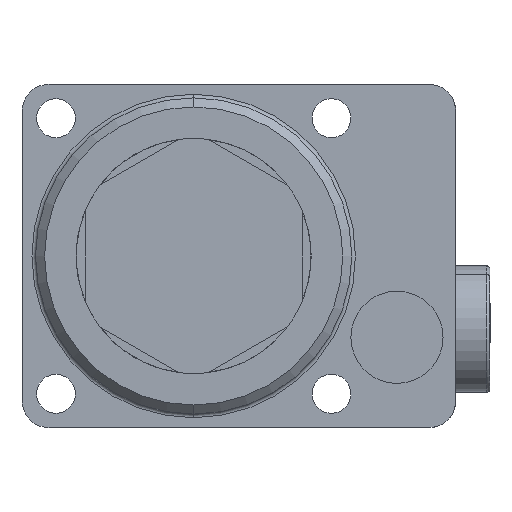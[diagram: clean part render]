
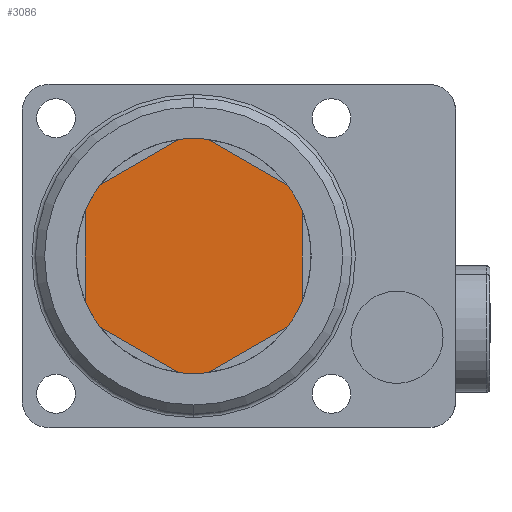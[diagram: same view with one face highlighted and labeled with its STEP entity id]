
A CAD part, front view. The second image highlights one B-rep face of the part: STEP entity #3086.
In plain terms, the highlighted planar face has unit normal (0, -1, 0).
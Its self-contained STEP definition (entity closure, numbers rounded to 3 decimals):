
#485 = VERTEX_POINT ( 'NONE', #4310 ) ;
#541 = VERTEX_POINT ( 'NONE', #4280 ) ;
#559 = ORIENTED_EDGE ( 'NONE', *, *, #4096, .T. ) ;
#571 = ORIENTED_EDGE ( 'NONE', *, *, #4082, .T. ) ;
#585 = VERTEX_POINT ( 'NONE', #4341 ) ;
#603 = ORIENTED_EDGE ( 'NONE', *, *, #4021, .T. ) ;
#607 = ORIENTED_EDGE ( 'NONE', *, *, #4086, .T. ) ;
#621 = ORIENTED_EDGE ( 'NONE', *, *, #4093, .T. ) ;
#634 = VERTEX_POINT ( 'NONE', #4267 ) ;
#650 = ORIENTED_EDGE ( 'NONE', *, *, #4027, .T. ) ;
#674 = VERTEX_POINT ( 'NONE', #2128 ) ;
#678 = VERTEX_POINT ( 'NONE', #2108 ) ;
#732 = ORIENTED_EDGE ( 'NONE', *, *, #4078, .T. ) ;
#733 = ORIENTED_EDGE ( 'NONE', *, *, #4017, .T. ) ;
#739 = VERTEX_POINT ( 'NONE', #2037 ) ;
#748 = ORIENTED_EDGE ( 'NONE', *, *, #4092, .T. ) ;
#753 = VERTEX_POINT ( 'NONE', #1989 ) ;
#780 = EDGE_LOOP ( 'NONE', ( #571, #748, #732, #733, #621, #942, #915, #650, #1110, #603, #1166, #559, #607, #974 ) ) ;
#784 = VERTEX_POINT ( 'NONE', #1909 ) ;
#850 = VERTEX_POINT ( 'NONE', #1873 ) ;
#895 = VERTEX_POINT ( 'NONE', #1853 ) ;
#915 = ORIENTED_EDGE ( 'NONE', *, *, #4094, .T. ) ;
#942 = ORIENTED_EDGE ( 'NONE', *, *, #4033, .T. ) ;
#974 = ORIENTED_EDGE ( 'NONE', *, *, #4097, .T. ) ;
#1057 = VERTEX_POINT ( 'NONE', #1678 ) ;
#1110 = ORIENTED_EDGE ( 'NONE', *, *, #4095, .T. ) ;
#1145 = VERTEX_POINT ( 'NONE', #1581 ) ;
#1158 = VERTEX_POINT ( 'NONE', #1580 ) ;
#1166 = ORIENTED_EDGE ( 'NONE', *, *, #4090, .T. ) ;
#1411 = DIRECTION ( 'NONE',  ( 0., 0., -1. ) ) ;
#1412 = DIRECTION ( 'NONE',  ( 0., -1., 0. ) ) ;
#1413 = CARTESIAN_POINT ( 'NONE',  ( 0., -12., 0. ) ) ;
#1580 = CARTESIAN_POINT ( 'NONE',  ( 0., -12., 13. ) ) ;
#1581 = CARTESIAN_POINT ( 'NONE',  ( -10.33, -12., -7.892 ) ) ;
#1678 = CARTESIAN_POINT ( 'NONE',  ( 0., -12., -13. ) ) ;
#1776 = DIRECTION ( 'NONE',  ( 0., 0., -1. ) ) ;
#1777 = DIRECTION ( 'NONE',  ( 0., -1., 0. ) ) ;
#1779 = PLANE ( 'NONE',  #3905 ) ;
#1790 = CARTESIAN_POINT ( 'NONE',  ( 0., -12., 0. ) ) ;
#1853 = CARTESIAN_POINT ( 'NONE',  ( -12., -12., -5. ) ) ;
#1873 = CARTESIAN_POINT ( 'NONE',  ( -10.33, -12., 7.892 ) ) ;
#1909 = CARTESIAN_POINT ( 'NONE',  ( -1.67, -12., -12.892 ) ) ;
#1989 = CARTESIAN_POINT ( 'NONE',  ( 10.33, -12., -7.892 ) ) ;
#2037 = CARTESIAN_POINT ( 'NONE',  ( -12., -12., 5. ) ) ;
#2108 = CARTESIAN_POINT ( 'NONE',  ( -1.67, -12., 12.892 ) ) ;
#2128 = CARTESIAN_POINT ( 'NONE',  ( 10.33, -12., 7.892 ) ) ;
#2296 = VECTOR ( 'NONE', #3628, 1000. ) ;
#2298 = VECTOR ( 'NONE', #3634, 1000. ) ;
#2299 = LINE ( 'NONE', #3633, #2296 ) ;
#2300 = VECTOR ( 'NONE', #3643, 1000. ) ;
#2301 = LINE ( 'NONE', #3636, #2298 ) ;
#2302 = VECTOR ( 'NONE', #3645, 1000. ) ;
#2303 = LINE ( 'NONE', #3644, #2300 ) ;
#2304 = VECTOR ( 'NONE', #3649, 1000. ) ;
#2305 = LINE ( 'NONE', #3646, #2302 ) ;
#2306 = VECTOR ( 'NONE', #3661, 1000. ) ;
#2307 = LINE ( 'NONE', #3650, #2304 ) ;
#2308 = LINE ( 'NONE', #3664, #2306 ) ;
#2311 = CIRCLE ( 'NONE', #3969, 13. ) ;
#2317 = CIRCLE ( 'NONE', #3767, 13. ) ;
#2323 = CIRCLE ( 'NONE', #3768, 13. ) ;
#2328 = CIRCLE ( 'NONE', #3771, 13. ) ;
#2399 = CIRCLE ( 'NONE', #3783, 13. ) ;
#2409 = CIRCLE ( 'NONE', #3785, 13. ) ;
#2420 = CIRCLE ( 'NONE', #3787, 13. ) ;
#2423 = CIRCLE ( 'NONE', #3788, 13. ) ;
#2544 = FACE_OUTER_BOUND ( 'NONE', #780, .T. ) ;
#3086 = ADVANCED_FACE ( 'NONE', ( #2544 ), #1779, .T. ) ;
#3124 = DIRECTION ( 'NONE',  ( 0., 0., -1. ) ) ;
#3127 = DIRECTION ( 'NONE',  ( 0., -1., 0. ) ) ;
#3128 = CARTESIAN_POINT ( 'NONE',  ( 0., -12., 0. ) ) ;
#3501 = CARTESIAN_POINT ( 'NONE',  ( 0., -12., 0. ) ) ;
#3517 = DIRECTION ( 'NONE',  ( 0., 0., -1. ) ) ;
#3521 = DIRECTION ( 'NONE',  ( 0., -1., 0. ) ) ;
#3589 = DIRECTION ( 'NONE',  ( 0., -1., 0. ) ) ;
#3590 = CARTESIAN_POINT ( 'NONE',  ( 0., -12., 0. ) ) ;
#3594 = DIRECTION ( 'NONE',  ( 0., 0., -1. ) ) ;
#3628 = DIRECTION ( 'NONE',  ( 0., 0., -1. ) ) ;
#3633 = CARTESIAN_POINT ( 'NONE',  ( -12., -12., 0. ) ) ;
#3634 = DIRECTION ( 'NONE',  ( -0.866, 0., -0.5 ) ) ;
#3636 = CARTESIAN_POINT ( 'NONE',  ( -6., -12., 10.392 ) ) ;
#3643 = DIRECTION ( 'NONE',  ( -0.866, 0., 0.5 ) ) ;
#3644 = CARTESIAN_POINT ( 'NONE',  ( 6., -12., 10.392 ) ) ;
#3645 = DIRECTION ( 'NONE',  ( 0., 0., 1. ) ) ;
#3646 = CARTESIAN_POINT ( 'NONE',  ( 12., -12., 0. ) ) ;
#3649 = DIRECTION ( 'NONE',  ( 0.866, 0., 0.5 ) ) ;
#3650 = CARTESIAN_POINT ( 'NONE',  ( 6., -12., -10.392 ) ) ;
#3658 = DIRECTION ( 'NONE',  ( 0., 0., -1. ) ) ;
#3659 = DIRECTION ( 'NONE',  ( 0., -1., 0. ) ) ;
#3660 = CARTESIAN_POINT ( 'NONE',  ( 0., -12., 0. ) ) ;
#3661 = DIRECTION ( 'NONE',  ( 0.866, 0., -0.5 ) ) ;
#3664 = CARTESIAN_POINT ( 'NONE',  ( -6., -12., -10.392 ) ) ;
#3673 = DIRECTION ( 'NONE',  ( 0., 0., -1. ) ) ;
#3674 = DIRECTION ( 'NONE',  ( 0., -1., 0. ) ) ;
#3675 = CARTESIAN_POINT ( 'NONE',  ( 0., -12., 0. ) ) ;
#3680 = DIRECTION ( 'NONE',  ( 0., 0., -1. ) ) ;
#3684 = DIRECTION ( 'NONE',  ( 0., -1., 0. ) ) ;
#3690 = DIRECTION ( 'NONE',  ( 0., 0., -1. ) ) ;
#3692 = DIRECTION ( 'NONE',  ( 0., -1., 0. ) ) ;
#3694 = CARTESIAN_POINT ( 'NONE',  ( 0., -12., 0. ) ) ;
#3698 = CARTESIAN_POINT ( 'NONE',  ( 0., -12., 0. ) ) ;
#3767 = AXIS2_PLACEMENT_3D ( 'NONE', #3675, #3674, #3673 ) ;
#3768 = AXIS2_PLACEMENT_3D ( 'NONE', #3694, #3692, #3690 ) ;
#3771 = AXIS2_PLACEMENT_3D ( 'NONE', #3128, #3127, #3124 ) ;
#3783 = AXIS2_PLACEMENT_3D ( 'NONE', #3501, #3521, #3517 ) ;
#3785 = AXIS2_PLACEMENT_3D ( 'NONE', #3590, #3589, #3594 ) ;
#3787 = AXIS2_PLACEMENT_3D ( 'NONE', #3698, #3684, #3680 ) ;
#3788 = AXIS2_PLACEMENT_3D ( 'NONE', #1413, #1412, #1411 ) ;
#3905 = AXIS2_PLACEMENT_3D ( 'NONE', #1790, #1777, #1776 ) ;
#3969 = AXIS2_PLACEMENT_3D ( 'NONE', #3660, #3659, #3658 ) ;
#4017 = EDGE_CURVE ( 'NONE', #1057, #485, #2423, .T. ) ;
#4021 = EDGE_CURVE ( 'NONE', #585, #1158, #2420, .T. ) ;
#4027 = EDGE_CURVE ( 'NONE', #541, #674, #2409, .T. ) ;
#4033 = EDGE_CURVE ( 'NONE', #753, #634, #2399, .T. ) ;
#4078 = EDGE_CURVE ( 'NONE', #784, #1057, #2328, .T. ) ;
#4082 = EDGE_CURVE ( 'NONE', #895, #1145, #2323, .T. ) ;
#4086 = EDGE_CURVE ( 'NONE', #850, #739, #2317, .T. ) ;
#4090 = EDGE_CURVE ( 'NONE', #1158, #678, #2311, .T. ) ;
#4092 = EDGE_CURVE ( 'NONE', #1145, #784, #2308, .T. ) ;
#4093 = EDGE_CURVE ( 'NONE', #485, #753, #2307, .T. ) ;
#4094 = EDGE_CURVE ( 'NONE', #634, #541, #2305, .T. ) ;
#4095 = EDGE_CURVE ( 'NONE', #674, #585, #2303, .T. ) ;
#4096 = EDGE_CURVE ( 'NONE', #678, #850, #2301, .T. ) ;
#4097 = EDGE_CURVE ( 'NONE', #739, #895, #2299, .T. ) ;
#4267 = CARTESIAN_POINT ( 'NONE',  ( 12., -12., -5. ) ) ;
#4280 = CARTESIAN_POINT ( 'NONE',  ( 12., -12., 5. ) ) ;
#4310 = CARTESIAN_POINT ( 'NONE',  ( 1.67, -12., -12.892 ) ) ;
#4341 = CARTESIAN_POINT ( 'NONE',  ( 1.67, -12., 12.892 ) ) ;
